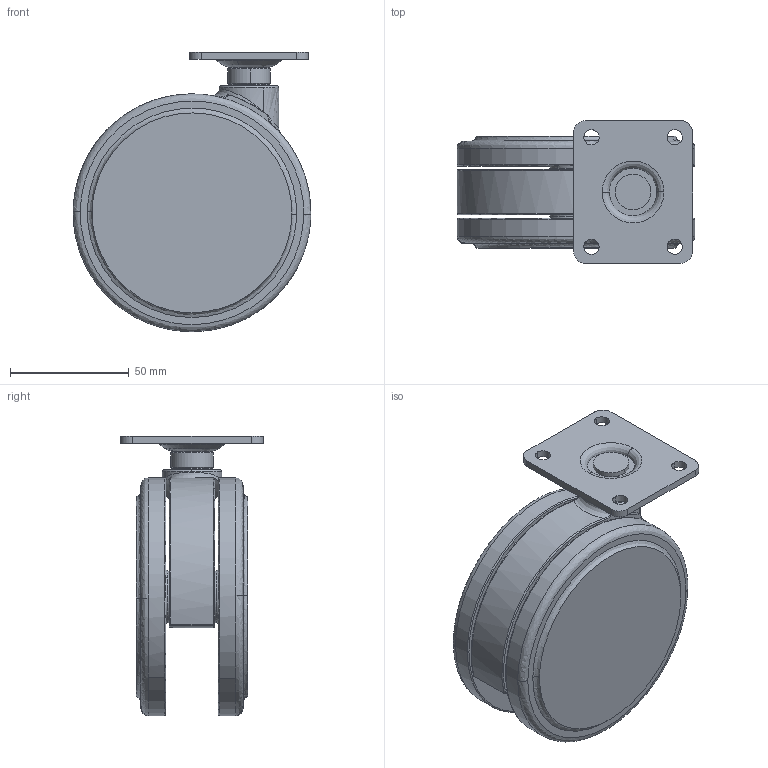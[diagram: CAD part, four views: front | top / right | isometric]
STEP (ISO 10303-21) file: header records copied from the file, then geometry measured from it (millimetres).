
FILE_DESCRIPTION((''),'2;1');
FILE_NAME('','2008-04-30T14:10:12',(''),(''),'','CADfix','');
FILE_SCHEMA(('AUTOMOTIVE_DESIGN { 1 0 10303 214 1 1 1 1 }'));
Length unit declared in the file: millimetre
Bounding box: 100 x 60 x 117.5 mm (x, y, z)
Volume: 242949.6 mm3; surface area: 63823.2 mm2
Topology: 5 solids, 5 shells, 152 faces, 467 edges, 336 vertices
Faces by surface type: bspline 152
Entity records: 7889 total; most frequent: CARTESIAN_POINT 5389, ORIENTED_EDGE 934, EDGE_CURVE 467, VERTEX_POINT 336, EDGE_LOOP 175, FACE_OUTER_BOUND 152, ADVANCED_FACE 152, QUASI_UNIFORM_CURVE 103
